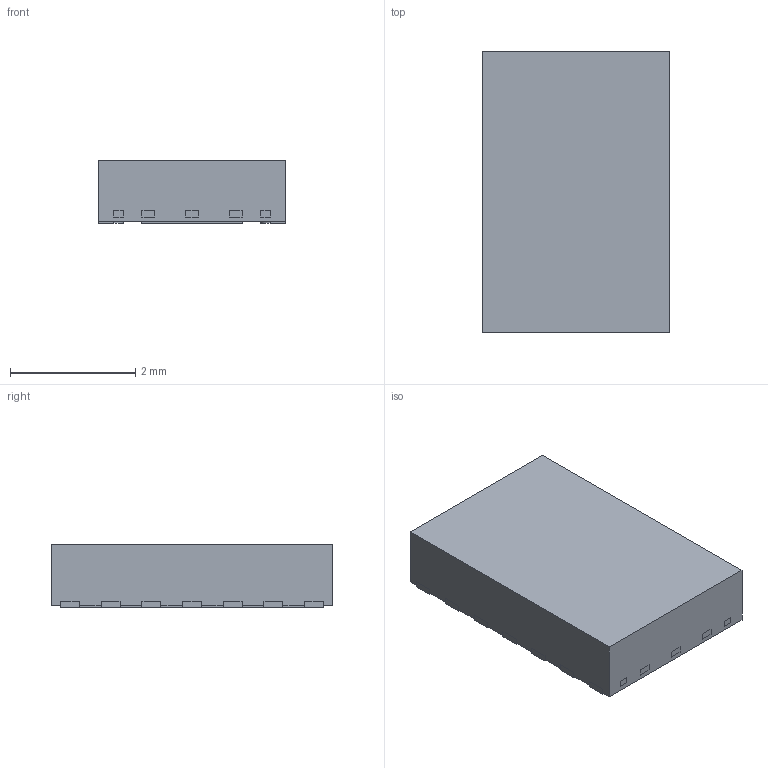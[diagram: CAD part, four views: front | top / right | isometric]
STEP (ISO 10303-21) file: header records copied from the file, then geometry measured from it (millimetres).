
FILE_DESCRIPTION((''),'2;1');
FILE_NAME('DMT0014D_ASM','2023-02-24T11:45:50',('a0412086'),(''),'CREO PARAMETRIC BY PTC INC, 2018500','CREO PARAMETRIC BY PTC INC, 2018500','');
FILE_SCHEMA(('CONFIG_CONTROL_DESIGN','SHAPE_APPEARANCE_LAYERS_GROUPS'));
Length unit declared in the file: millimetre
Products named in the file (4): BODY-SON; PIN1-ID; FRAME; DMT0014D_ASM
Assembly tree (3 placements, depth 2):
  DMT0014D_ASM
    BODY-SON
    PIN1-ID
    FRAME
Bounding box: 3 x 4.5 x 1 mm (x, y, z)
Volume: 13.4 mm3; surface area: 64.6 mm2
Topology: 26 solids, 26 shells, 269 faces, 618 edges, 412 vertices
Faces by surface type: plane 241, cylinder 28
Entity records: 9785 total; most frequent: CARTESIAN_POINT 1306, ORIENTED_EDGE 1236, DIRECTION 1226, PRESENTATION_STYLE_ASSIGNMENT 668, STYLED_ITEM 644, CURVE_STYLE 618, EDGE_CURVE 618, VECTOR 562
